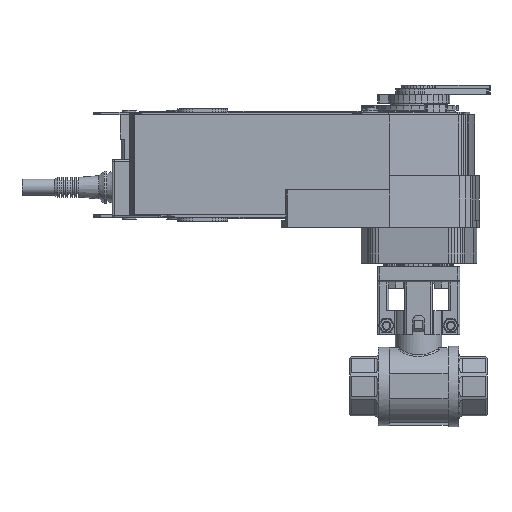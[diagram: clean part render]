
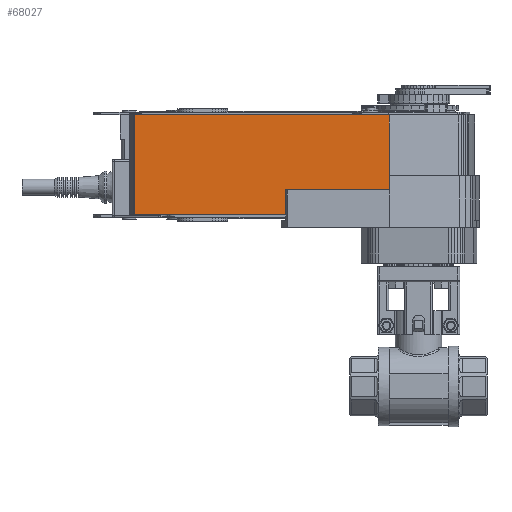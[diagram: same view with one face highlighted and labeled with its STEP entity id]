
A CAD part, left-side view. The second image highlights one B-rep face of the part: STEP entity #68027.
In plain terms, the highlighted face is planar.
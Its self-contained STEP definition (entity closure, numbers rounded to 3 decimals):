
#2325=PLANE('',#71058);
#15656=ORIENTED_EDGE('',*,*,#20343,.T.);
#15657=ORIENTED_EDGE('',*,*,#20380,.F.);
#15658=ORIENTED_EDGE('',*,*,#23659,.F.);
#15659=ORIENTED_EDGE('',*,*,#23425,.T.);
#15660=ORIENTED_EDGE('',*,*,#23658,.T.);
#15661=ORIENTED_EDGE('',*,*,#18676,.T.);
#15662=ORIENTED_EDGE('',*,*,#20341,.T.);
#18676=EDGE_CURVE('',#25558,#25557,#30219,.T.);
#20341=EDGE_CURVE('',#25557,#26647,#31864,.T.);
#20343=EDGE_CURVE('',#26647,#26648,#31866,.T.);
#20380=EDGE_CURVE('',#26665,#26648,#31903,.T.);
#23425=EDGE_CURVE('',#28628,#28627,#34906,.T.);
#23658=EDGE_CURVE('',#28627,#25558,#35139,.T.);
#23659=EDGE_CURVE('',#28628,#26665,#35140,.T.);
#25557=VERTEX_POINT('',#87384);
#25558=VERTEX_POINT('',#87386);
#26647=VERTEX_POINT('',#90766);
#26648=VERTEX_POINT('',#90770);
#26665=VERTEX_POINT('',#90841);
#28627=VERTEX_POINT('',#96962);
#28628=VERTEX_POINT('',#96964);
#30219=LINE('',#87385,#36872);
#31864=LINE('',#90767,#38517);
#31866=LINE('',#90771,#38519);
#31903=LINE('',#90842,#38556);
#34906=LINE('',#96963,#41559);
#35139=LINE('',#97429,#41792);
#35140=LINE('',#97431,#41793);
#36872=VECTOR('',#73859,1000.);
#38517=VECTOR('',#76702,1000.);
#38519=VECTOR('',#76706,1000.);
#38556=VECTOR('',#76777,1000.);
#41559=VECTOR('',#82092,1000.);
#41792=VECTOR('',#82683,1000.);
#41793=VECTOR('',#82686,1000.);
#44930=EDGE_LOOP('',(#15656,#15657,#15658,#15659,#15660,#15661,#15662));
#47726=FACE_BOUND('',#44930,.T.);
#68027=ADVANCED_FACE('',(#47726),#2325,.T.);
#71058=AXIS2_PLACEMENT_3D('',#97430,#82684,#82685);
#73859=DIRECTION('',(-1.,0.,0.));
#76702=DIRECTION('',(0.,0.,1.));
#76706=DIRECTION('',(-1.,0.,0.));
#76777=DIRECTION('',(0.,0.,-1.));
#82092=DIRECTION('',(1.,0.,0.));
#82683=DIRECTION('',(0.,0.,-1.));
#82684=DIRECTION('',(0.,1.,0.));
#82685=DIRECTION('',(1.,0.,0.));
#82686=DIRECTION('',(0.,0.,-1.));
#87384=CARTESIAN_POINT('',(74.41,49.,38.5));
#87385=CARTESIAN_POINT('',(16.5,49.,38.5));
#87386=CARTESIAN_POINT('',(159.18,49.,38.5));
#90766=CARTESIAN_POINT('',(74.41,49.,52.5));
#90767=CARTESIAN_POINT('',(74.41,49.,51.));
#90770=CARTESIAN_POINT('',(16.5,49.,52.5));
#90771=CARTESIAN_POINT('',(102.195,49.,52.5));
#90841=CARTESIAN_POINT('',(16.5,49.,60.5));
#90842=CARTESIAN_POINT('',(16.5,49.,66.5));
#96962=CARTESIAN_POINT('',(159.18,49.,94.5));
#96963=CARTESIAN_POINT('',(16.5,49.,94.5));
#96964=CARTESIAN_POINT('',(16.5,49.,94.5));
#97429=CARTESIAN_POINT('',(159.18,49.,66.5));
#97430=CARTESIAN_POINT('',(159.18,49.,66.5));
#97431=CARTESIAN_POINT('',(16.5,49.,66.5));
